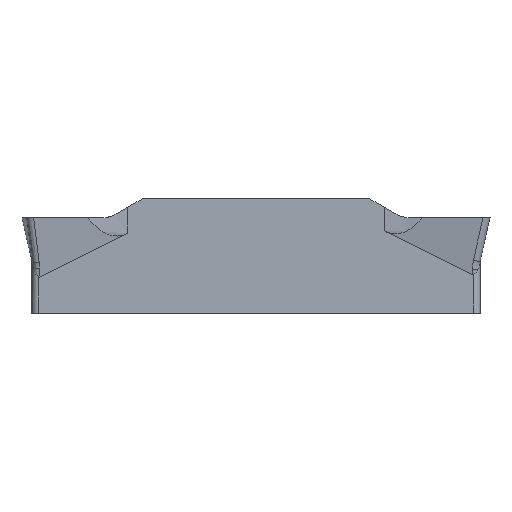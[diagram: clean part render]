
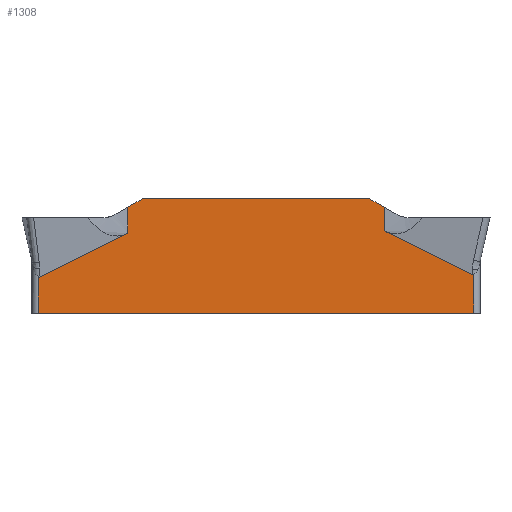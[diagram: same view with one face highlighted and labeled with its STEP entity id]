
A CAD part, left-side view. The second image highlights one B-rep face of the part: STEP entity #1308.
In plain terms, the highlighted planar face has unit normal (-1, 0, 0).
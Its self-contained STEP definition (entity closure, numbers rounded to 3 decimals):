
#106=DIRECTION('',(0.,1.,0.));
#107=VECTOR('',#106,19.8);
#108=CARTESIAN_POINT('',(-1.15,0.6,-4.35));
#109=LINE('',#108,#107);
#113=DIRECTION('',(0.,-0.866,0.5));
#114=VECTOR('',#113,0.772);
#115=CARTESIAN_POINT('',(-1.15,16.347,0.464));
#116=LINE('',#115,#114);
#120=DIRECTION('',(0.,-1.,0.));
#121=VECTOR('',#120,10.356);
#122=CARTESIAN_POINT('',(-1.15,15.678,0.85));
#123=LINE('',#122,#121);
#127=DIRECTION('',(0.,-0.866,-0.5));
#128=VECTOR('',#127,0.772);
#129=CARTESIAN_POINT('',(-1.15,5.322,0.85));
#130=LINE('',#129,#128);
#134=DIRECTION('',(0.,-0.895,-0.445));
#135=VECTOR('',#134,4.473);
#136=CARTESIAN_POINT('',(-1.15,4.653,-0.611));
#137=LINE('',#136,#135);
#141=DIRECTION('',(0.,0.,-1.));
#142=VECTOR('',#141,1.651);
#143=CARTESIAN_POINT('',(-1.15,20.4,-2.699));
#144=LINE('',#143,#142);
#429=DIRECTION('',(0.,0.,-1.));
#430=VECTOR('',#429,1.179);
#431=CARTESIAN_POINT('',(-1.15,16.347,0.464));
#432=LINE('',#431,#430);
#483=DIRECTION('',(0.,0.895,-0.445));
#484=VECTOR('',#483,4.473);
#485=CARTESIAN_POINT('',(-1.15,16.347,-0.715));
#486=LINE('',#485,#484);
#525=CARTESIAN_POINT('',(-1.15,20.352,-2.706));
#526=CARTESIAN_POINT('',(-1.15,20.369,-2.715));
#527=CARTESIAN_POINT('',(-1.15,20.385,-2.711));
#528=CARTESIAN_POINT('',(-1.15,20.4,-2.699));
#919=DIRECTION('',(0.,0.,1.));
#920=VECTOR('',#919,1.756);
#921=CARTESIAN_POINT('',(-1.15,0.6,-4.35));
#922=LINE('',#921,#920);
#926=CARTESIAN_POINT('',(-1.15,0.6,-2.594));
#927=CARTESIAN_POINT('',(-1.15,0.604,-2.598));
#928=CARTESIAN_POINT('',(-1.15,0.612,
-2.603));
#929=CARTESIAN_POINT('',(-1.15,0.624,
-2.607));
#930=CARTESIAN_POINT('',(-1.15,0.636,
-2.607));
#931=CARTESIAN_POINT('',(-1.15,0.644,
-2.604));
#932=CARTESIAN_POINT('',(-1.15,0.648,
-2.602));
#1010=DIRECTION('',(0.,0.,1.));
#1011=VECTOR('',#1010,1.075);
#1012=CARTESIAN_POINT('',(-1.15,4.653,-0.611));
#1013=LINE('',#1012,#1011);
#1061=CARTESIAN_POINT('',(-1.15,20.4,-4.35));
#1062=VERTEX_POINT('',#1061);
#1063=CARTESIAN_POINT('',(-1.15,0.6,-4.35));
#1064=VERTEX_POINT('',#1063);
#1087=CARTESIAN_POINT('',(-1.15,15.678,0.85));
#1088=CARTESIAN_POINT('',(-1.15,5.322,0.85));
#1089=VERTEX_POINT('',#1087);
#1090=VERTEX_POINT('',#1088);
#1091=CARTESIAN_POINT('',(-1.15,20.4,-2.699));
#1092=VERTEX_POINT('',#1091);
#1093=VERTEX_POINT('',#525);
#1094=CARTESIAN_POINT('',(-1.15,16.347,-0.715));
#1095=VERTEX_POINT('',#1094);
#1096=CARTESIAN_POINT('',(-1.15,16.347,0.464));
#1097=VERTEX_POINT('',#1096);
#1098=CARTESIAN_POINT('',(-1.15,4.653,0.464));
#1099=VERTEX_POINT('',#1098);
#1100=CARTESIAN_POINT('',(-1.15,4.653,-0.611));
#1101=VERTEX_POINT('',#1100);
#1102=CARTESIAN_POINT('',(-1.15,0.648,
-2.602));
#1103=VERTEX_POINT('',#1102);
#1104=VERTEX_POINT('',#926);
#1279=CARTESIAN_POINT('',(-1.15,10.5,0.85));
#1280=DIRECTION('',(-1.,0.,0.));
#1281=DIRECTION('',(0.,-1.,0.));
#1282=AXIS2_PLACEMENT_3D('',#1279,#1280,#1281);
#1283=PLANE('',#1282);
#1284=ORIENTED_EDGE('',*,*,#1186,.T.);
#1286=ORIENTED_EDGE('',*,*,#1285,.F.);
#1288=ORIENTED_EDGE('',*,*,#1287,.F.);
#1290=ORIENTED_EDGE('',*,*,#1289,.F.);
#1292=ORIENTED_EDGE('',*,*,#1291,.F.);
#1294=ORIENTED_EDGE('',*,*,#1293,.T.);
#1295=ORIENTED_EDGE('',*,*,#1257,.T.);
#1297=ORIENTED_EDGE('',*,*,#1296,.T.);
#1299=ORIENTED_EDGE('',*,*,#1298,.F.);
#1301=ORIENTED_EDGE('',*,*,#1300,.T.);
#1303=ORIENTED_EDGE('',*,*,#1302,.F.);
#1305=ORIENTED_EDGE('',*,*,#1304,.F.);
#1306=EDGE_LOOP('',(#1284,#1286,#1288,#1290,#1292,#1294,#1295,#1297,#1299,#1301,
#1303,#1305));
#1307=FACE_OUTER_BOUND('',#1306,.F.);
#529=B_SPLINE_CURVE_WITH_KNOTS('',3,(#525,#526,#527,#528),.UNSPECIFIED.,.F.,.F.,
(4,4),(0.,1.),.UNSPECIFIED.);
#933=B_SPLINE_CURVE_WITH_KNOTS('',3,(#926,#927,#928,#929,#930,#931,#932),
.UNSPECIFIED.,.F.,.F.,(4,1,1,1,4),(0.,0.25,0.5,0.75,1.),
.UNSPECIFIED.);
#1186=EDGE_CURVE('',#1064,#1062,#109,.T.);
#1257=EDGE_CURVE('',#1089,#1090,#123,.T.);
#1285=EDGE_CURVE('',#1092,#1062,#144,.T.);
#1287=EDGE_CURVE('',#1093,#1092,#529,.T.);
#1289=EDGE_CURVE('',#1095,#1093,#486,.T.);
#1291=EDGE_CURVE('',#1097,#1095,#432,.T.);
#1293=EDGE_CURVE('',#1097,#1089,#116,.T.);
#1296=EDGE_CURVE('',#1090,#1099,#130,.T.);
#1298=EDGE_CURVE('',#1101,#1099,#1013,.T.);
#1300=EDGE_CURVE('',#1101,#1103,#137,.T.);
#1302=EDGE_CURVE('',#1104,#1103,#933,.T.);
#1304=EDGE_CURVE('',#1064,#1104,#922,.T.);
#1308=ADVANCED_FACE('',(#1307),#1283,.T.);
